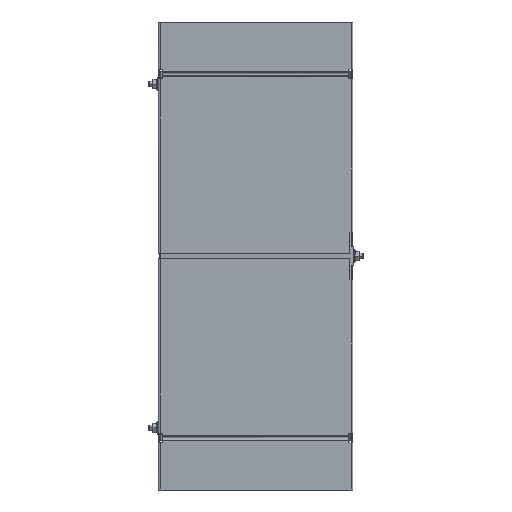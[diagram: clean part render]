
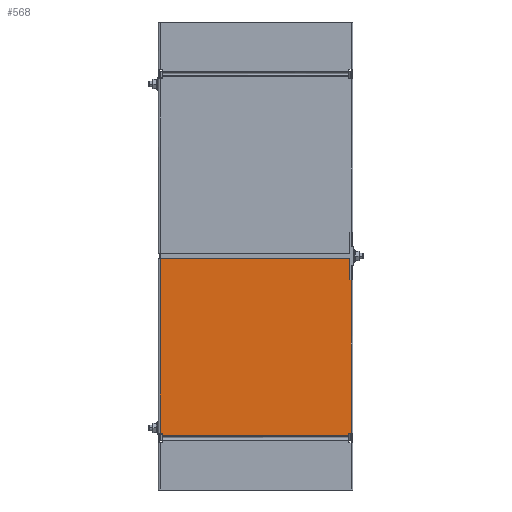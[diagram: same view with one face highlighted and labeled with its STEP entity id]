
A CAD part, front view. The second image highlights one B-rep face of the part: STEP entity #568.
In plain terms, the highlighted planar face has unit normal (0, -1, 0).
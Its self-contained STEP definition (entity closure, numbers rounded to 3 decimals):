
#568=ADVANCED_FACE('',(#1255),#11131,.T.);
#1255=FACE_OUTER_BOUND('',#1965,.T.);
#1965=EDGE_LOOP('',(#4295,#4296,#4297,#4298,#4299,#4300,#4301,#4302,#4303,
#4304,#4305));
#4295=ORIENTED_EDGE('',*,*,#6968,.T.);
#4296=ORIENTED_EDGE('',*,*,#6969,.T.);
#4297=ORIENTED_EDGE('',*,*,#6970,.T.);
#4298=ORIENTED_EDGE('',*,*,#6959,.F.);
#4299=ORIENTED_EDGE('',*,*,#6964,.F.);
#4300=ORIENTED_EDGE('',*,*,#6971,.T.);
#4301=ORIENTED_EDGE('',*,*,#6221,.F.);
#4302=ORIENTED_EDGE('',*,*,#6207,.F.);
#4303=ORIENTED_EDGE('',*,*,#6212,.F.);
#4304=ORIENTED_EDGE('',*,*,#6213,.F.);
#4305=ORIENTED_EDGE('',*,*,#6967,.F.);
#6207=EDGE_CURVE('',#9679,#9680,#8594,.T.);
#6212=EDGE_CURVE('',#9683,#9679,#7783,.T.);
#6213=EDGE_CURVE('',#9684,#9683,#8597,.T.);
#6221=EDGE_CURVE('',#9680,#9688,#8603,.T.);
#6959=EDGE_CURVE('',#10165,#10166,#9111,.T.);
#6964=EDGE_CURVE('',#10168,#10165,#9114,.T.);
#6967=EDGE_CURVE('',#10170,#9684,#9117,.T.);
#6968=EDGE_CURVE('',#10170,#10171,#9118,.T.);
#6969=EDGE_CURVE('',#10171,#10172,#9119,.T.);
#6970=EDGE_CURVE('',#10172,#10166,#9120,.T.);
#6971=EDGE_CURVE('',#10168,#9688,#9121,.T.);
#7783=(
BOUNDED_CURVE()
B_SPLINE_CURVE(2,(#17182,#17183,#17184),.UNSPECIFIED.,.F.,.F.)
B_SPLINE_CURVE_WITH_KNOTS((3,3),(-1.571,0.),.UNSPECIFIED.)
CURVE()
GEOMETRIC_REPRESENTATION_ITEM()
RATIONAL_B_SPLINE_CURVE((1.,0.707,1.))
REPRESENTATION_ITEM('')
);
#8594=B_SPLINE_CURVE_WITH_KNOTS('',1,(#17171,#17172),.UNSPECIFIED.,.F.,
 .F.,(2,2),(-21.5,0.),.UNSPECIFIED.);
#8597=B_SPLINE_CURVE_WITH_KNOTS('',1,(#17185,#17186),.UNSPECIFIED.,.F.,
 .F.,(2,2),(0.,97.),.UNSPECIFIED.);
#8603=B_SPLINE_CURVE_WITH_KNOTS('',1,(#17203,#17204),.UNSPECIFIED.,.F.,
 .F.,(2,2),(-2.,0.),.UNSPECIFIED.);
#9111=B_SPLINE_CURVE_WITH_KNOTS('',1,(#19139,#19140),.UNSPECIFIED.,.F.,
 .F.,(2,2),(-2.172,0.),.UNSPECIFIED.);
#9114=B_SPLINE_CURVE_WITH_KNOTS('',1,(#19151,#19152),.UNSPECIFIED.,.F.,
 .F.,(2,2),(-2.3,0.),.UNSPECIFIED.);
#9117=B_SPLINE_CURVE_WITH_KNOTS('',1,(#19157,#19158),.UNSPECIFIED.,.F.,
 .F.,(2,2),(0.,108.),.UNSPECIFIED.);
#9118=B_SPLINE_CURVE_WITH_KNOTS('',1,(#19159,#19160),.UNSPECIFIED.,.F.,
 .F.,(2,2),(0.,2.3),.UNSPECIFIED.);
#9119=B_SPLINE_CURVE_WITH_KNOTS('',1,(#19161,#19162),.UNSPECIFIED.,.F.,
 .F.,(2,2),(0.,2.172),.UNSPECIFIED.);
#9120=B_SPLINE_CURVE_WITH_KNOTS('',1,(#19163,#19164),.UNSPECIFIED.,.F.,
 .F.,(2,2),(-95.4,0.),.UNSPECIFIED.);
#9121=B_SPLINE_CURVE_WITH_KNOTS('',1,(#19165,#19166),.UNSPECIFIED.,.F.,
 .F.,(2,2),(-85.5,0.),.UNSPECIFIED.);
#9679=VERTEX_POINT('',#16153);
#9680=VERTEX_POINT('',#16154);
#9683=VERTEX_POINT('',#16157);
#9684=VERTEX_POINT('',#16158);
#9688=VERTEX_POINT('',#16162);
#10165=VERTEX_POINT('',#16639);
#10166=VERTEX_POINT('',#16640);
#10168=VERTEX_POINT('',#16642);
#10170=VERTEX_POINT('',#16644);
#10171=VERTEX_POINT('',#16645);
#10172=VERTEX_POINT('',#16646);
#11131=PLANE('',#11511);
#11511=AXIS2_PLACEMENT_3D('',#15442,#11857,$);
#11857=DIRECTION('',(0.,-1.,0.));
#15442=CARTESIAN_POINT('',(-100.,-1.,242.5));
#16153=CARTESIAN_POINT('',(98.,-1.,241.5));
#16154=CARTESIAN_POINT('',(98.,-1.,220.));
#16157=CARTESIAN_POINT('',(97.,-1.,242.5));
#16158=CARTESIAN_POINT('',(-100.,-1.,242.5));
#16162=CARTESIAN_POINT('',(100.,-1.,220.));
#16639=CARTESIAN_POINT('',(97.7,-1.,59.5));
#16640=CARTESIAN_POINT('',(97.7,-1.,57.328));
#16642=CARTESIAN_POINT('',(100.,-1.,59.5));
#16644=CARTESIAN_POINT('',(-100.,-1.,59.5));
#16645=CARTESIAN_POINT('',(-97.7,-1.,59.5));
#16646=CARTESIAN_POINT('',(-97.7,-1.,57.328));
#17171=CARTESIAN_POINT('',(98.,-1.,241.5));
#17172=CARTESIAN_POINT('',(98.,-1.,220.));
#17182=CARTESIAN_POINT('',(97.,-1.,242.5));
#17183=CARTESIAN_POINT('',(98.,-1.,242.5));
#17184=CARTESIAN_POINT('',(98.,-1.,241.5));
#17185=CARTESIAN_POINT('',(-100.,-1.,242.5));
#17186=CARTESIAN_POINT('',(97.,-1.,242.5));
#17203=CARTESIAN_POINT('',(98.,-1.,220.));
#17204=CARTESIAN_POINT('',(100.,-1.,220.));
#19139=CARTESIAN_POINT('',(97.7,-1.,59.5));
#19140=CARTESIAN_POINT('',(97.7,-1.,57.328));
#19151=CARTESIAN_POINT('',(100.,-1.,59.5));
#19152=CARTESIAN_POINT('',(97.7,-1.,59.5));
#19157=CARTESIAN_POINT('',(-100.,-1.,59.5));
#19158=CARTESIAN_POINT('',(-100.,-1.,242.5));
#19159=CARTESIAN_POINT('',(-100.,-1.,59.5));
#19160=CARTESIAN_POINT('',(-97.7,-1.,59.5));
#19161=CARTESIAN_POINT('',(-97.7,-1.,59.5));
#19162=CARTESIAN_POINT('',(-97.7,-1.,57.328));
#19163=CARTESIAN_POINT('',(-97.7,-1.,57.328));
#19164=CARTESIAN_POINT('',(97.7,-1.,57.328));
#19165=CARTESIAN_POINT('',(100.,-1.,59.5));
#19166=CARTESIAN_POINT('',(100.,-1.,220.));
